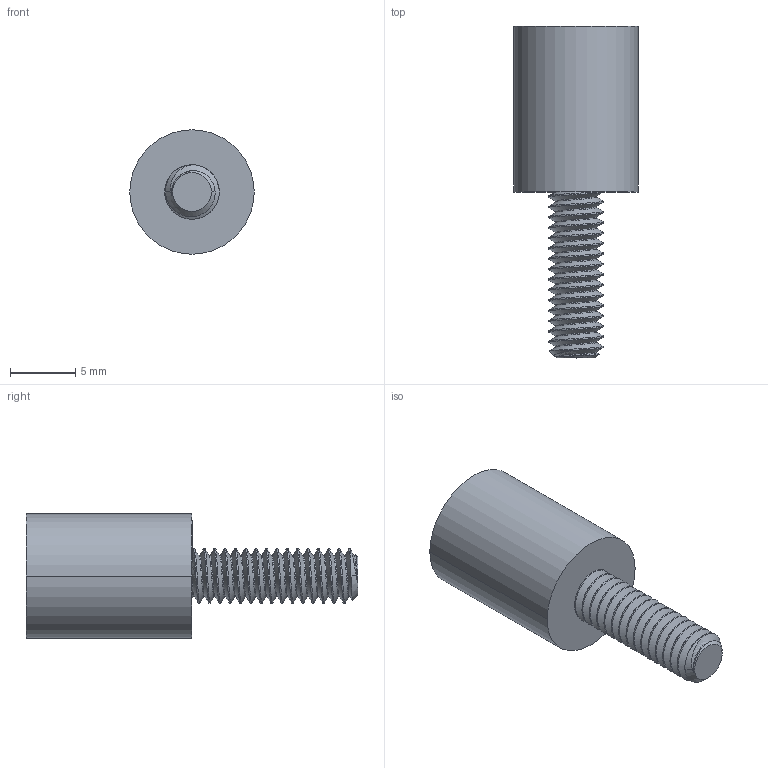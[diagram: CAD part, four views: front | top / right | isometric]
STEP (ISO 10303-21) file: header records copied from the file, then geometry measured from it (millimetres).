
FILE_DESCRIPTION (( 'STEP AP203' ), '1' );
FILE_NAME ('93945K31.step', '2016-12-12T13:25:55', ( '' ), ( '' ), 'SwSTEP 2.0', 'SolidWorks 2010', '' );
FILE_SCHEMA (( 'CONFIG_CONTROL_DESIGN' ));
Length unit declared in the file: inch
Products named in the file (1): 93945K31
Bounding box: 9.53 x 25.4 x 9.53 mm (x, y, z)
Volume: 994.2 mm3; surface area: 838.1 mm2
Topology: 1 solids, 1 shells, 58 faces, 164 edges, 108 vertices
Faces by surface type: cylinder 41, cone 8, bspline 6, plane 3
Entity records: 5520 total; most frequent: CARTESIAN_POINT 4244, ORIENTED_EDGE 324, DIRECTION 177, EDGE_CURVE 162, VERTEX_POINT 108, AXIS2_PLACEMENT_3D 65, EDGE_LOOP 60, ADVANCED_FACE 58
